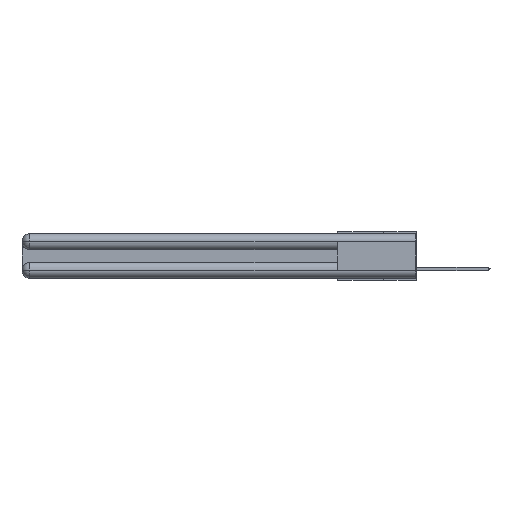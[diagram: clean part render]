
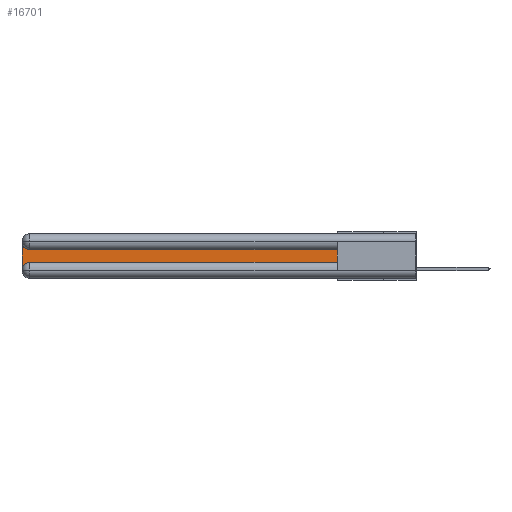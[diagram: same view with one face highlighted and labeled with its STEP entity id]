
A CAD part, left-side view. The second image highlights one B-rep face of the part: STEP entity #16701.
In plain terms, the highlighted planar face has unit normal (-1, 0, 0).
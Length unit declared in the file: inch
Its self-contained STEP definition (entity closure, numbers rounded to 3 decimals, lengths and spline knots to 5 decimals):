
#202 = DIRECTION ( 'NONE',  ( 0., -1., 0. ) ) ;
#568 = ORIENTED_EDGE ( 'NONE', *, *, #13396, .T. ) ;
#1090 = DIRECTION ( 'NONE',  ( 0., 0., 1. ) ) ;
#1167 = CARTESIAN_POINT ( 'NONE',  ( 0.075, 0.6, -0.1225 ) ) ;
#1311 = LINE ( 'NONE', #18386, #2402 ) ;
#2130 = CARTESIAN_POINT ( 'NONE',  ( 0.075, 2.94, -0.0625 ) ) ;
#2193 = CARTESIAN_POINT ( 'NONE',  ( 0.075, 0.6, -0.1225 ) ) ;
#2212 = VERTEX_POINT ( 'NONE', #8165 ) ;
#2402 = VECTOR ( 'NONE', #20444, 39.37008 ) ;
#2692 = EDGE_CURVE ( 'NONE', #2212, #21043, #20620, .T. ) ;
#3119 = EDGE_CURVE ( 'NONE', #13536, #28539, #1311, .T. ) ;
#3249 = ORIENTED_EDGE ( 'NONE', *, *, #6862, .T. ) ;
#3357 = DIRECTION ( 'NONE',  ( 0., 0., -1. ) ) ;
#4102 = CARTESIAN_POINT ( 'NONE',  ( 0.075, 0.6, -0.2175 ) ) ;
#4670 = LINE ( 'NONE', #8175, #29108 ) ;
#4722 = CIRCLE ( 'NONE', #17496, 0.06 ) ;
#5018 = CARTESIAN_POINT ( 'NONE',  ( 0.075, 3., -0.2775 ) ) ;
#5186 = EDGE_CURVE ( 'NONE', #21043, #24028, #4670, .T. ) ;
#6862 = EDGE_CURVE ( 'NONE', #24792, #13536, #17964, .T. ) ;
#8165 = CARTESIAN_POINT ( 'NONE',  ( 0.075, 2.94, -0.2175 ) ) ;
#8175 = CARTESIAN_POINT ( 'NONE',  ( 0.075, 0.6, -0.2175 ) ) ;
#8331 = VECTOR ( 'NONE', #202, 39.37008 ) ;
#10206 = EDGE_CURVE ( 'NONE', #24028, #24792, #11093, .T. ) ;
#10270 = ORIENTED_EDGE ( 'NONE', *, *, #5186, .T. ) ;
#10609 = AXIS2_PLACEMENT_3D ( 'NONE', #12510, #17229, #3357 ) ;
#11093 = LINE ( 'NONE', #1167, #30002 ) ;
#11821 = DIRECTION ( 'NONE',  ( 1., 0., 0. ) ) ;
#12510 = CARTESIAN_POINT ( 'NONE',  ( 0.075, 3., -0.1225 ) ) ;
#13267 = EDGE_LOOP ( 'NONE', ( #18462, #3249, #15064, #568, #21014, #10270 ) ) ;
#13396 = EDGE_CURVE ( 'NONE', #28539, #2212, #4722, .T. ) ;
#13536 = VERTEX_POINT ( 'NONE', #28455 ) ;
#14396 = CARTESIAN_POINT ( 'NONE',  ( 0.075, 2.94, -0.2775 ) ) ;
#15064 = ORIENTED_EDGE ( 'NONE', *, *, #3119, .T. ) ;
#16591 = DIRECTION ( 'NONE',  ( 1., 0., 0. ) ) ;
#16601 = AXIS2_PLACEMENT_3D ( 'NONE', #2130, #11821, #25627 ) ;
#16701 = ADVANCED_FACE ( 'NONE', ( #21034 ), #24167, .F. ) ;
#17229 = DIRECTION ( 'NONE',  ( 1., 0., 0. ) ) ;
#17496 = AXIS2_PLACEMENT_3D ( 'NONE', #14396, #16591, #21592 ) ;
#17964 = CIRCLE ( 'NONE', #16601, 0.06 ) ;
#18386 = CARTESIAN_POINT ( 'NONE',  ( 0.075, 3., -0.2175 ) ) ;
#18462 = ORIENTED_EDGE ( 'NONE', *, *, #10206, .T. ) ;
#20444 = DIRECTION ( 'NONE',  ( 0., 0., -1. ) ) ;
#20620 = LINE ( 'NONE', #23627, #8331 ) ;
#21014 = ORIENTED_EDGE ( 'NONE', *, *, #2692, .T. ) ;
#21034 = FACE_OUTER_BOUND ( 'NONE', #13267, .T. ) ;
#21043 = VERTEX_POINT ( 'NONE', #4102 ) ;
#21592 = DIRECTION ( 'NONE',  ( 0., 0., -1. ) ) ;
#23627 = CARTESIAN_POINT ( 'NONE',  ( 0.075, 0.6, -0.2175 ) ) ;
#24028 = VERTEX_POINT ( 'NONE', #2193 ) ;
#24167 = PLANE ( 'NONE',  #10609 ) ;
#24792 = VERTEX_POINT ( 'NONE', #24870 ) ;
#24870 = CARTESIAN_POINT ( 'NONE',  ( 0.075, 2.94, -0.1225 ) ) ;
#25627 = DIRECTION ( 'NONE',  ( 0., 0., -1. ) ) ;
#26129 = DIRECTION ( 'NONE',  ( 0., 1., 0. ) ) ;
#28455 = CARTESIAN_POINT ( 'NONE',  ( 0.075, 3., -0.0625 ) ) ;
#28539 = VERTEX_POINT ( 'NONE', #5018 ) ;
#29108 = VECTOR ( 'NONE', #1090, 39.37008 ) ;
#30002 = VECTOR ( 'NONE', #26129, 39.37008 ) ;
